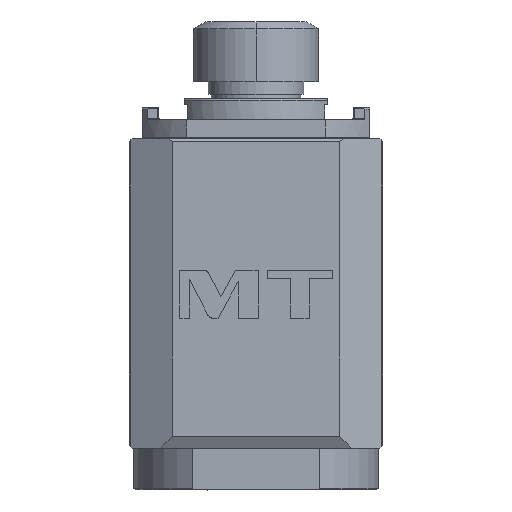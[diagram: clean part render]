
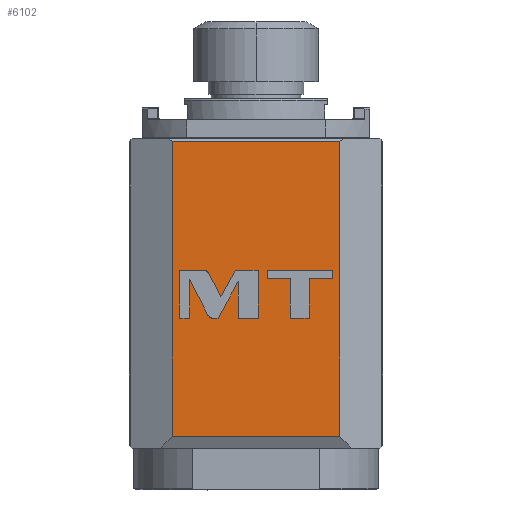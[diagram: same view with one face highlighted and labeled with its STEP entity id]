
A CAD part, left-side view. The second image highlights one B-rep face of the part: STEP entity #6102.
In plain terms, the highlighted planar face has unit normal (-1, 0, 0).
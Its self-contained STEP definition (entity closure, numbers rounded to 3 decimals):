
#1047=DIRECTION('',(0.,1.,0.));
#1048=VECTOR('',#1047,56.);
#1049=CARTESIAN_POINT('',(-124.,-28.,51.2));
#1050=LINE('',#1049,#1048);
#1051=DIRECTION('',(0.,0.,1.));
#1052=VECTOR('',#1051,98.7);
#1053=CARTESIAN_POINT('',(-124.,-28.,-47.5));
#1054=LINE('',#1053,#1052);
#1055=DIRECTION('',(0.,-1.,0.));
#1056=VECTOR('',#1055,56.);
#1057=CARTESIAN_POINT('',(-124.,28.,-47.5));
#1058=LINE('',#1057,#1056);
#1059=DIRECTION('',(0.,0.,1.));
#1060=VECTOR('',#1059,98.7);
#1061=CARTESIAN_POINT('',(-124.,28.,-47.5));
#1062=LINE('',#1061,#1060);
#1063=CARTESIAN_POINT('',(-124.,15.816,6.958));
#1064=CARTESIAN_POINT('',(-124.,16.148,7.601));
#1065=CARTESIAN_POINT('',(-124.,16.804,8.));
#1066=CARTESIAN_POINT('',(-124.,17.528,8.));
#1068=DIRECTION('',(0.,1.,0.));
#1069=VECTOR('',#1068,8.043);
#1070=CARTESIAN_POINT('',(-124.,17.528,8.));
#1071=LINE('',#1070,#1069);
#1072=DIRECTION('',(0.,0.,-1.));
#1073=VECTOR('',#1072,16.);
#1074=CARTESIAN_POINT('',(-124.,25.571,8.));
#1075=LINE('',#1074,#1073);
#1076=DIRECTION('',(0.,-1.,0.));
#1077=VECTOR('',#1076,3.328);
#1078=CARTESIAN_POINT('',(-124.,25.571,-8.));
#1079=LINE('',#1078,#1077);
#1080=DIRECTION('',(0.,0.,1.));
#1081=VECTOR('',#1080,12.962);
#1082=CARTESIAN_POINT('',(-124.,22.243,-8.));
#1083=LINE('',#1082,#1081);
#1084=DIRECTION('',(0.,-0.459,-0.888));
#1085=VECTOR('',#1084,13.419);
#1086=CARTESIAN_POINT('',(-124.,22.243,4.962));
#1087=LINE('',#1086,#1085);
#1088=CARTESIAN_POINT('',(-124.,16.08,-6.958));
#1089=CARTESIAN_POINT('',(-124.,15.747,-7.601));
#1090=CARTESIAN_POINT('',(-124.,15.091,-8.));
#1091=CARTESIAN_POINT('',(-124.,14.367,-8.));
#1093=DIRECTION('',(0.,-1.,0.));
#1094=VECTOR('',#1093,1.669);
#1095=CARTESIAN_POINT('',(-124.,14.367,-8.));
#1096=LINE('',#1095,#1094);
#1097=DIRECTION('',(0.,-0.481,0.877));
#1098=VECTOR('',#1097,13.883);
#1099=CARTESIAN_POINT('',(-124.,12.698,-8.));
#1100=LINE('',#1099,#1098);
#1101=DIRECTION('',(0.,0.,-1.));
#1102=VECTOR('',#1101,12.17);
#1103=CARTESIAN_POINT('',(-124.,6.018,4.17));
#1104=LINE('',#1103,#1102);
#1105=DIRECTION('',(0.,-1.,0.));
#1106=VECTOR('',#1105,6.733);
#1107=CARTESIAN_POINT('',(-124.,6.018,-8.));
#1108=LINE('',#1107,#1106);
#1109=DIRECTION('',(0.,0.,1.));
#1110=VECTOR('',#1109,16.);
#1111=CARTESIAN_POINT('',(-124.,-0.715,-8.));
#1112=LINE('',#1111,#1110);
#1113=DIRECTION('',(0.,1.,0.));
#1114=VECTOR('',#1113,7.59);
#1115=CARTESIAN_POINT('',(-124.,-0.715,8.));
#1116=LINE('',#1115,#1114);
#1117=DIRECTION('',(0.,0.481,-0.877));
#1118=VECTOR('',#1117,10.144);
#1119=CARTESIAN_POINT('',(-124.,6.875,8.));
#1120=LINE('',#1119,#1118);
#1121=DIRECTION('',(0.,0.459,0.888));
#1122=VECTOR('',#1121,8.838);
#1123=CARTESIAN_POINT('',(-124.,11.756,-0.893));
#1124=LINE('',#1123,#1122);
#1125=DIRECTION('',(0.,0.,-1.));
#1126=VECTOR('',#1125,13.275);
#1127=CARTESIAN_POINT('',(-124.,-11.475,5.275));
#1128=LINE('',#1127,#1126);
#1129=DIRECTION('',(0.,-1.,0.));
#1130=VECTOR('',#1129,6.337);
#1131=CARTESIAN_POINT('',(-124.,-11.475,-8.));
#1132=LINE('',#1131,#1130);
#1133=DIRECTION('',(0.,0.,1.));
#1134=VECTOR('',#1133,13.275);
#1135=CARTESIAN_POINT('',(-124.,-17.812,-8.));
#1136=LINE('',#1135,#1134);
#1137=DIRECTION('',(0.,-1.,0.));
#1138=VECTOR('',#1137,7.757);
#1139=CARTESIAN_POINT('',(-124.,-17.812,5.275));
#1140=LINE('',#1139,#1138);
#1141=DIRECTION('',(0.,0.,1.));
#1142=VECTOR('',#1141,2.725);
#1143=CARTESIAN_POINT('',(-124.,-25.569,5.275));
#1144=LINE('',#1143,#1142);
#1145=DIRECTION('',(0.,1.,0.));
#1146=VECTOR('',#1145,21.851);
#1147=CARTESIAN_POINT('',(-124.,-25.569,8.));
#1148=LINE('',#1147,#1146);
#1149=DIRECTION('',(0.,0.,-1.));
#1150=VECTOR('',#1149,2.725);
#1151=CARTESIAN_POINT('',(-124.,-3.718,8.));
#1152=LINE('',#1151,#1150);
#1153=DIRECTION('',(0.,-1.,0.));
#1154=VECTOR('',#1153,7.757);
#1155=CARTESIAN_POINT('',(-124.,-3.718,5.275));
#1156=LINE('',#1155,#1154);
#4249=CARTESIAN_POINT('',(-124.,-28.,-47.5));
#4251=VERTEX_POINT('',#4249);
#4255=CARTESIAN_POINT('',(-124.,28.,-47.5));
#4256=VERTEX_POINT('',#4255);
#4261=CARTESIAN_POINT('',(-124.,-28.,51.2));
#4262=VERTEX_POINT('',#4261);
#4263=CARTESIAN_POINT('',(-124.,28.,51.2));
#4264=VERTEX_POINT('',#4263);
#4896=CARTESIAN_POINT('',(-124.,15.816,6.958));
#4897=VERTEX_POINT('',#4896);
#4898=CARTESIAN_POINT('',(-124.,17.528,8.));
#4899=VERTEX_POINT('',#4898);
#4900=CARTESIAN_POINT('',(-124.,25.571,8.));
#4901=VERTEX_POINT('',#4900);
#4902=CARTESIAN_POINT('',(-124.,25.571,-8.));
#4903=VERTEX_POINT('',#4902);
#4904=CARTESIAN_POINT('',(-124.,22.243,-8.));
#4905=VERTEX_POINT('',#4904);
#4906=CARTESIAN_POINT('',(-124.,22.243,4.962));
#4907=VERTEX_POINT('',#4906);
#4908=CARTESIAN_POINT('',(-124.,16.08,-6.958));
#4909=VERTEX_POINT('',#4908);
#4910=CARTESIAN_POINT('',(-124.,14.367,-8.));
#4911=VERTEX_POINT('',#4910);
#4912=CARTESIAN_POINT('',(-124.,12.698,-8.));
#4913=VERTEX_POINT('',#4912);
#4914=CARTESIAN_POINT('',(-124.,6.018,4.17));
#4915=VERTEX_POINT('',#4914);
#4916=CARTESIAN_POINT('',(-124.,6.018,-8.));
#4917=VERTEX_POINT('',#4916);
#4918=CARTESIAN_POINT('',(-124.,-0.715,-8.));
#4919=VERTEX_POINT('',#4918);
#4920=CARTESIAN_POINT('',(-124.,-0.715,8.));
#4921=VERTEX_POINT('',#4920);
#4922=CARTESIAN_POINT('',(-124.,6.875,8.));
#4923=VERTEX_POINT('',#4922);
#4924=CARTESIAN_POINT('',(-124.,11.756,-0.893));
#4925=VERTEX_POINT('',#4924);
#4926=CARTESIAN_POINT('',(-124.,-11.475,5.275));
#4927=VERTEX_POINT('',#4926);
#4928=CARTESIAN_POINT('',(-124.,-11.475,-8.));
#4929=VERTEX_POINT('',#4928);
#4930=CARTESIAN_POINT('',(-124.,-17.812,-8.));
#4931=VERTEX_POINT('',#4930);
#4932=CARTESIAN_POINT('',(-124.,-17.812,5.275));
#4933=VERTEX_POINT('',#4932);
#4934=CARTESIAN_POINT('',(-124.,-25.569,5.275));
#4935=VERTEX_POINT('',#4934);
#4936=CARTESIAN_POINT('',(-124.,-25.569,8.));
#4937=VERTEX_POINT('',#4936);
#4938=CARTESIAN_POINT('',(-124.,-3.718,8.));
#4939=VERTEX_POINT('',#4938);
#4940=CARTESIAN_POINT('',(-124.,-3.718,5.275));
#4941=VERTEX_POINT('',#4940);
#6041=CARTESIAN_POINT('',(-124.,0.,0.));
#6042=DIRECTION('',(1.,0.,0.));
#6043=DIRECTION('',(0.,1.,0.));
#6044=AXIS2_PLACEMENT_3D('',#6041,#6042,#6043);
#6045=PLANE('',#6044);
#6046=ORIENTED_EDGE('',*,*,#5991,.F.);
#6047=ORIENTED_EDGE('',*,*,#6011,.F.);
#6048=ORIENTED_EDGE('',*,*,#6036,.F.);
#6049=ORIENTED_EDGE('',*,*,#5970,.T.);
#6050=EDGE_LOOP('',(#6046,#6047,#6048,#6049));
#6051=FACE_OUTER_BOUND('',#6050,.F.);
#6053=ORIENTED_EDGE('',*,*,#6052,.T.);
#6055=ORIENTED_EDGE('',*,*,#6054,.T.);
#6057=ORIENTED_EDGE('',*,*,#6056,.T.);
#6059=ORIENTED_EDGE('',*,*,#6058,.T.);
#6061=ORIENTED_EDGE('',*,*,#6060,.T.);
#6063=ORIENTED_EDGE('',*,*,#6062,.T.);
#6065=ORIENTED_EDGE('',*,*,#6064,.T.);
#6067=ORIENTED_EDGE('',*,*,#6066,.T.);
#6069=ORIENTED_EDGE('',*,*,#6068,.T.);
#6071=ORIENTED_EDGE('',*,*,#6070,.T.);
#6073=ORIENTED_EDGE('',*,*,#6072,.T.);
#6075=ORIENTED_EDGE('',*,*,#6074,.T.);
#6077=ORIENTED_EDGE('',*,*,#6076,.T.);
#6079=ORIENTED_EDGE('',*,*,#6078,.T.);
#6081=ORIENTED_EDGE('',*,*,#6080,.T.);
#6082=EDGE_LOOP('',(#6053,#6055,#6057,#6059,#6061,#6063,#6065,#6067,#6069,#6071,
#6073,#6075,#6077,#6079,#6081));
#6083=FACE_BOUND('',#6082,.F.);
#6085=ORIENTED_EDGE('',*,*,#6084,.T.);
#6087=ORIENTED_EDGE('',*,*,#6086,.T.);
#6089=ORIENTED_EDGE('',*,*,#6088,.T.);
#6091=ORIENTED_EDGE('',*,*,#6090,.T.);
#6093=ORIENTED_EDGE('',*,*,#6092,.T.);
#6095=ORIENTED_EDGE('',*,*,#6094,.T.);
#6097=ORIENTED_EDGE('',*,*,#6096,.T.);
#6099=ORIENTED_EDGE('',*,*,#6098,.T.);
#6100=EDGE_LOOP('',(#6085,#6087,#6089,#6091,#6093,#6095,#6097,#6099));
#6101=FACE_BOUND('',#6100,.F.);
#6102=ADVANCED_FACE('',(#6051,#6083,#6101),#6045,.F.);
#1067=B_SPLINE_CURVE_WITH_KNOTS('',3,(#1063,#1064,#1065,#1066),.UNSPECIFIED.,
.F.,.F.,(4,4),(0.,1.),.UNSPECIFIED.);
#1092=B_SPLINE_CURVE_WITH_KNOTS('',3,(#1088,#1089,#1090,#1091),.UNSPECIFIED.,
.F.,.F.,(4,4),(0.,1.),.UNSPECIFIED.);
#5970=EDGE_CURVE('',#4256,#4264,#1062,.T.);
#5991=EDGE_CURVE('',#4262,#4264,#1050,.T.);
#6011=EDGE_CURVE('',#4251,#4262,#1054,.T.);
#6036=EDGE_CURVE('',#4256,#4251,#1058,.T.);
#6052=EDGE_CURVE('',#4897,#4899,#1067,.T.);
#6054=EDGE_CURVE('',#4899,#4901,#1071,.T.);
#6056=EDGE_CURVE('',#4901,#4903,#1075,.T.);
#6058=EDGE_CURVE('',#4903,#4905,#1079,.T.);
#6060=EDGE_CURVE('',#4905,#4907,#1083,.T.);
#6062=EDGE_CURVE('',#4907,#4909,#1087,.T.);
#6064=EDGE_CURVE('',#4909,#4911,#1092,.T.);
#6066=EDGE_CURVE('',#4911,#4913,#1096,.T.);
#6068=EDGE_CURVE('',#4913,#4915,#1100,.T.);
#6070=EDGE_CURVE('',#4915,#4917,#1104,.T.);
#6072=EDGE_CURVE('',#4917,#4919,#1108,.T.);
#6074=EDGE_CURVE('',#4919,#4921,#1112,.T.);
#6076=EDGE_CURVE('',#4921,#4923,#1116,.T.);
#6078=EDGE_CURVE('',#4923,#4925,#1120,.T.);
#6080=EDGE_CURVE('',#4925,#4897,#1124,.T.);
#6084=EDGE_CURVE('',#4927,#4929,#1128,.T.);
#6086=EDGE_CURVE('',#4929,#4931,#1132,.T.);
#6088=EDGE_CURVE('',#4931,#4933,#1136,.T.);
#6090=EDGE_CURVE('',#4933,#4935,#1140,.T.);
#6092=EDGE_CURVE('',#4935,#4937,#1144,.T.);
#6094=EDGE_CURVE('',#4937,#4939,#1148,.T.);
#6096=EDGE_CURVE('',#4939,#4941,#1152,.T.);
#6098=EDGE_CURVE('',#4941,#4927,#1156,.T.);
